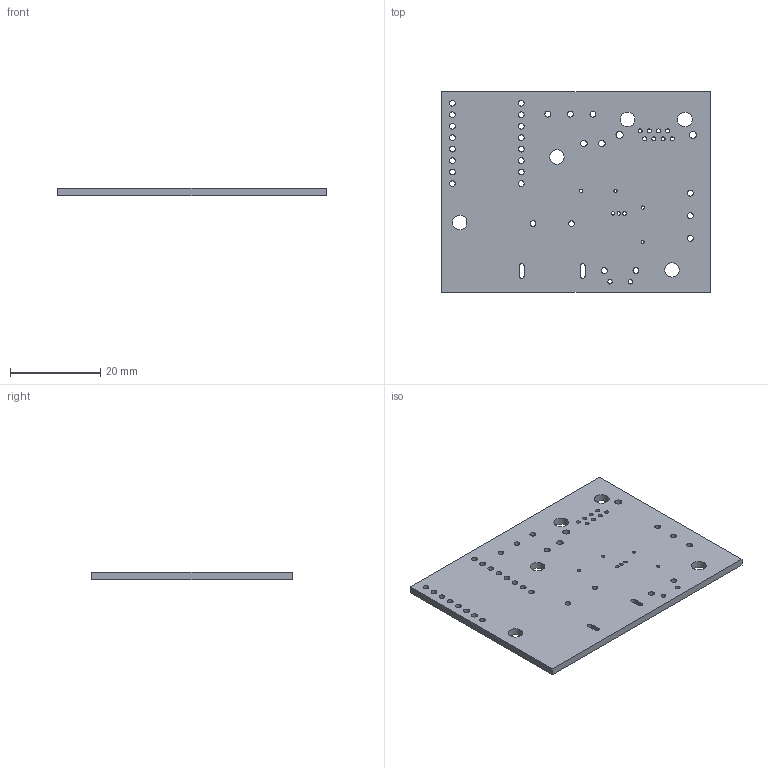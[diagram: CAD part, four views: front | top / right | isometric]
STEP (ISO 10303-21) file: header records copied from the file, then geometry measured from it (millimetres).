
FILE_DESCRIPTION(('KiCad electronic assembly'),'2;1');
FILE_NAME('Eli-Neopixel.step','2025-03-17T22:15:37',('Pcbnew'),('Kicad') ,'Open CASCADE STEP processor 7.8','KiCad to STEP converter','Unknown' );
FILE_SCHEMA(('AUTOMOTIVE_DESIGN { 1 0 10303 214 1 1 1 1 }'));
Length unit declared in the file: millimetre
Products named in the file (2): Eli-Neopixel 1; Eli-Neopixel_PCB
Assembly tree (1 placements, depth 2):
  Eli-Neopixel 1
    Eli-Neopixel_PCB
Bounding box: 59.5 x 44.5 x 1.6 mm (x, y, z)
Volume: 4081.3 mm3; surface area: 5807.9 mm2
Topology: 1 solids, 1 shells, 66 faces, 192 edges, 128 vertices
Faces by surface type: cylinder 56, plane 10
Full cylindrical faces by diameter (mm): 0.7 x4, 0.75 x3, 0.89 x8, 0.99 x2, 1.25 x2, 1.27 x16, 1.3 x8, 1.4 x2, 1.57 x2, 3.2 x3, 3.25 x2
Entity records: 2501 total; most frequent: DIRECTION 440, CARTESIAN_POINT 388, ORIENTED_EDGE 384, EDGE_CURVE 192, AXIS2_PLACEMENT_3D 180, FACE_BOUND 174, EDGE_LOOP 174, VERTEX_POINT 128
